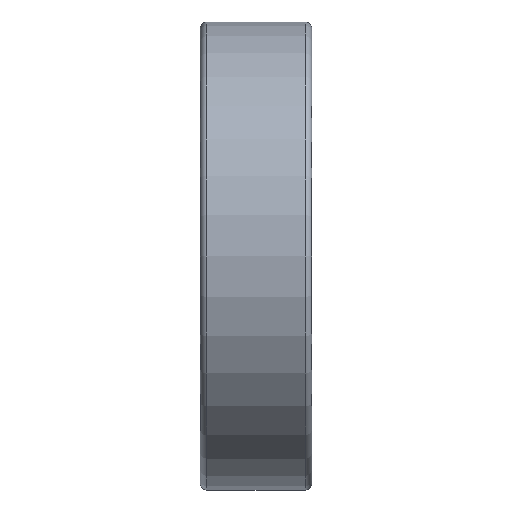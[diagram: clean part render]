
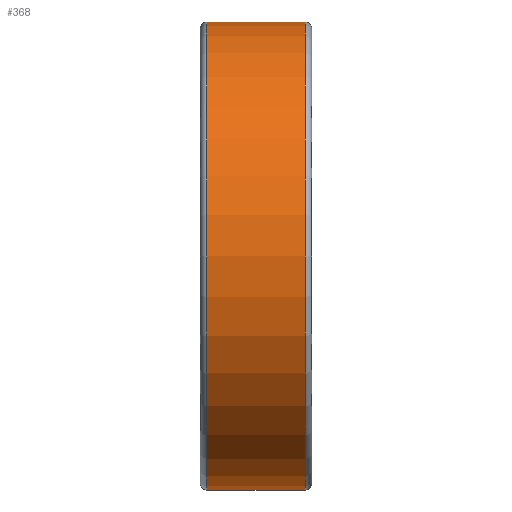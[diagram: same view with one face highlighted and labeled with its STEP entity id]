
A CAD part, front view. The second image highlights one B-rep face of the part: STEP entity #368.
In plain terms, the highlighted cylindrical face has radius 10.5 mm (diameter 21 mm), a full revolution.
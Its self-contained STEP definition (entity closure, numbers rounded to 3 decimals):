
#368 = ADVANCED_FACE( '', ( #400, #401 ), #402, .T. );
#400 = FACE_OUTER_BOUND( '', #453, .T. );
#401 = FACE_OUTER_BOUND( '', #454, .T. );
#402 = CYLINDRICAL_SURFACE( '', #455, 10.5 );
#453 = EDGE_LOOP( '', ( #517 ) );
#454 = EDGE_LOOP( '', ( #518 ) );
#455 = AXIS2_PLACEMENT_3D( '', #519, #520, #521 );
#517 = ORIENTED_EDGE( '', *, *, #580, .T. );
#518 = ORIENTED_EDGE( '', *, *, #579, .F. );
#519 = CARTESIAN_POINT( '', ( 5., 0., 0. ) );
#520 = DIRECTION( '', ( -1., 0., 0. ) );
#521 = DIRECTION( '', ( 0., 0., -1. ) );
#579 = EDGE_CURVE( '', #603, #603, #604, .T. );
#580 = EDGE_CURVE( '', #605, #605, #606, .T. );
#603 = VERTEX_POINT( '', #635 );
#604 = CIRCLE( '', #636, 10.5 );
#605 = VERTEX_POINT( '', #637 );
#606 = CIRCLE( '', #638, 10.5 );
#635 = CARTESIAN_POINT( '', ( 4.7, 0., -10.5 ) );
#636 = AXIS2_PLACEMENT_3D( '', #673, #674, #675 );
#637 = CARTESIAN_POINT( '', ( 0.3, 0., -10.5 ) );
#638 = AXIS2_PLACEMENT_3D( '', #676, #677, #678 );
#673 = CARTESIAN_POINT( '', ( 4.7, 0., 0. ) );
#674 = DIRECTION( '', ( 1., 0., 0. ) );
#675 = DIRECTION( '', ( 0., 0., -1. ) );
#676 = CARTESIAN_POINT( '', ( 0.3, 0., 0. ) );
#677 = DIRECTION( '', ( 1., 0., 0. ) );
#678 = DIRECTION( '', ( 0., 0., -1. ) );
